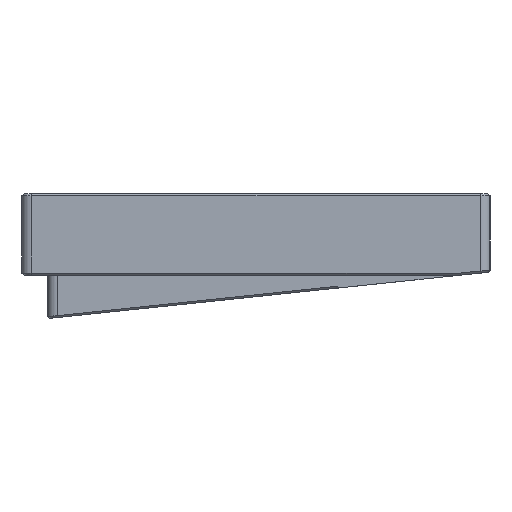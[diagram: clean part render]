
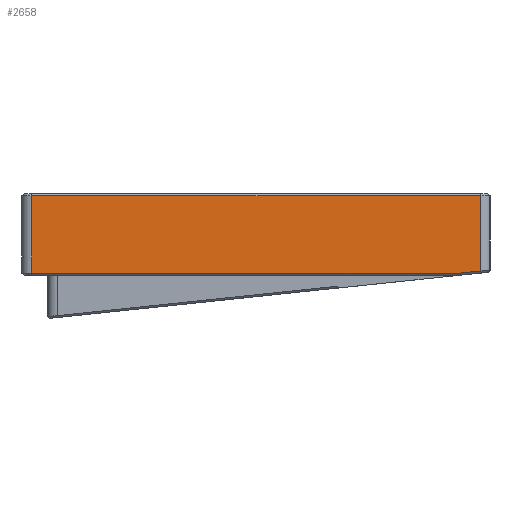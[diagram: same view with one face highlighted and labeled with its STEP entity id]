
A CAD part, left-side view. The second image highlights one B-rep face of the part: STEP entity #2658.
In plain terms, the highlighted planar face has unit normal (-1, 0, 0).
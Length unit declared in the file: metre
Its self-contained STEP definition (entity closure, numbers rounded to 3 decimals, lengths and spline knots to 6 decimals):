
#430=ORIENTED_EDGE('',*,*,#1210,.T.);
#431=ORIENTED_EDGE('',*,*,#1211,.T.);
#432=ORIENTED_EDGE('',*,*,#1212,.T.);
#433=ORIENTED_EDGE('',*,*,#1213,.T.);
#434=ORIENTED_EDGE('',*,*,#1214,.T.);
#1210=EDGE_CURVE('',#1596,#1597,#1813,.T.);
#1211=EDGE_CURVE('',#1597,#1598,#1814,.T.);
#1212=EDGE_CURVE('',#1598,#1599,#1815,.T.);
#1213=EDGE_CURVE('',#1599,#1600,#1816,.T.);
#1214=EDGE_CURVE('',#1600,#1596,#1817,.F.);
#1596=VERTEX_POINT('',#4264);
#1597=VERTEX_POINT('',#4265);
#1598=VERTEX_POINT('',#4267);
#1599=VERTEX_POINT('',#4269);
#1600=VERTEX_POINT('',#4271);
#1813=LINE('',#4263,#2059);
#1814=LINE('',#4266,#2060);
#1815=LINE('',#4268,#2061);
#1816=LINE('',#4270,#2062);
#1817=LINE('',#4272,#2063);
#2059=VECTOR('',#3342,1.);
#2060=VECTOR('',#3343,1.);
#2061=VECTOR('',#3344,1.);
#2062=VECTOR('',#3345,1.);
#2063=VECTOR('',#3346,1.);
#2230=EDGE_LOOP('',(#430,#431,#432,#433,#434));
#2408=FACE_BOUND('',#2230,.T.);
#2582=PLANE('',#2883);
#2658=ADVANCED_FACE('',(#2408),#2582,.T.);
#2883=AXIS2_PLACEMENT_3D('',#4262,#3340,#3341);
#3340=DIRECTION('',(-1.,0.,0.));
#3341=DIRECTION('',(0.,0.,1.));
#3342=DIRECTION('',(0.,-1.,0.));
#3343=DIRECTION('',(0.,-0.995,0.105));
#3344=DIRECTION('',(0.,0.,1.));
#3345=DIRECTION('',(0.,1.,0.));
#3346=DIRECTION('',(0.,0.,1.));
#4262=CARTESIAN_POINT('',(-0.14785,0.,-0.000002));
#4263=CARTESIAN_POINT('',(-0.14785,0.,0.011347));
#4264=CARTESIAN_POINT('',(-0.14785,0.05285,0.011347));
#4265=CARTESIAN_POINT('',(-0.14785,-0.048074,0.011347));
#4266=CARTESIAN_POINT('',(-0.14785,0.000655,0.006225));
#4267=CARTESIAN_POINT('',(-0.14785,-0.05285,0.011849));
#4268=CARTESIAN_POINT('',(-0.14785,-0.05285,0.030047));
#4269=CARTESIAN_POINT('',(-0.14785,-0.05285,0.029547));
#4270=CARTESIAN_POINT('',(-0.14785,0.05285,0.029547));
#4271=CARTESIAN_POINT('',(-0.14785,0.05285,0.029547));
#4272=CARTESIAN_POINT('',(-0.14785,0.05285,-0.000002));
